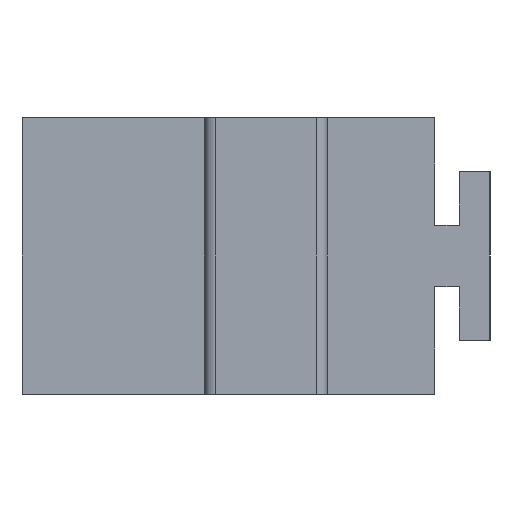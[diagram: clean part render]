
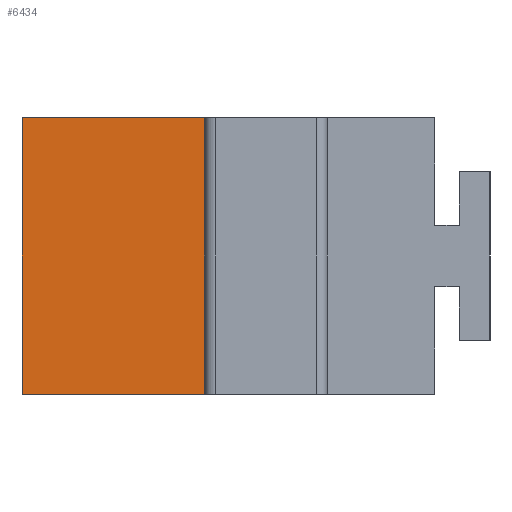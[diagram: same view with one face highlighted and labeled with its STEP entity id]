
A CAD part, left-side view. The second image highlights one B-rep face of the part: STEP entity #6434.
In plain terms, the highlighted free-form (B-spline) face has degree [1, 1] with [2, 2] control points.
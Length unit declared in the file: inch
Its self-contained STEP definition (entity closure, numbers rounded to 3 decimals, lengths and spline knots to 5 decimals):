
#6385=CARTESIAN_POINT('V299',(-1.25,1.67969,
   -1.125));
#6386=VERTEX_POINT('V299',#6385);
#6392=CARTESIAN_POINT('V300',(-1.25,1.67969,
   1.125));
#6393=VERTEX_POINT('V300',#6392);
#6394=CARTESIAN_POINT('E401',(-1.25,1.67969,
   -1.125));
#6395=CARTESIAN_POINT('E401',(-1.25,1.67969,
   1.125));
#6396=QUASI_UNIFORM_CURVE('E401',1,(#6394,#6395),.POLYLINE_FORM.,.F.,
   .U.);
#6397=EDGE_CURVE('E401',#6386,#6393,#6396,.T.);
#6407=CARTESIAN_POINT('F199',(-1.25,2.104,
   -1.1805));
#6408=CARTESIAN_POINT('F199',(-1.25,-2.16006,
   -1.1805));
#6409=CARTESIAN_POINT('F199',(-1.25,2.104,
   1.1805));
#6410=CARTESIAN_POINT('F199',(-1.25,-2.16006,
   1.1805));
#6411=B_SPLINE_SURFACE_WITH_KNOTS('F199',1,1,((#6407,#6409),(
   #6408,#6410)),.PLANE_SURF.,.F.,.F.,.U.,(2,2),(2,2),(0.0,
   1.80604),(0.0,1.0),.UNSPECIFIED.);
#6412=CARTESIAN_POINT('V372',(-1.25,-0.21094,
   -1.125));
#6413=VERTEX_POINT('V372',#6412);
#6414=CARTESIAN_POINT('V371',(-1.25,-0.21094,
   1.125));
#6415=VERTEX_POINT('V371',#6414);
#6416=CARTESIAN_POINT('E550',(-1.25,-0.21094,
   -1.125));
#6417=CARTESIAN_POINT('E550',(-1.25,-0.21094,
   1.125));
#6418=B_SPLINE_CURVE_WITH_KNOTS('E550',1,(#6416,#6417),
   .POLYLINE_FORM.,.F.,.U.,(2,2),(0.0,10.28571),
   .UNSPECIFIED.);
#6419=EDGE_CURVE('E550',#6413,#6415,#6418,.T.);
#6420=ORIENTED_EDGE('E550',*,*,#6419,.T.);
#6421=CARTESIAN_POINT('E557',(-1.25,-0.21094,
   1.125));
#6422=CARTESIAN_POINT('E557',(-1.25,1.67969,
   1.125));
#6423=B_SPLINE_CURVE_WITH_KNOTS('E557',1,(#6421,#6422),
   .POLYLINE_FORM.,.F.,.U.,(2,2),(0.43721,1.0),
   .UNSPECIFIED.);
#6424=EDGE_CURVE('E557',#6415,#6393,#6423,.T.);
#6425=ORIENTED_EDGE('E557',*,*,#6424,.T.);
#6426=ORIENTED_EDGE('E401',*,*,#6397,.F.);
#6427=CARTESIAN_POINT('E558',(-1.25,1.67969,
   -1.125));
#6428=CARTESIAN_POINT('E558',(-1.25,-0.21094,
   -1.125));
#6429=B_SPLINE_CURVE_WITH_KNOTS('E558',1,(#6427,#6428),
   .POLYLINE_FORM.,.F.,.U.,(2,2),(0.0,0.56279),
   .UNSPECIFIED.);
#6430=EDGE_CURVE('E558',#6386,#6413,#6429,.T.);
#6431=ORIENTED_EDGE('E558',*,*,#6430,.T.);
#6432=EDGE_LOOP('F199',(#6420,#6425,#6426,#6431));
#6433=FACE_OUTER_BOUND('F199',#6432,.T.);
#6434=ADVANCED_FACE('F199',(#6433),#6411,.T.);
